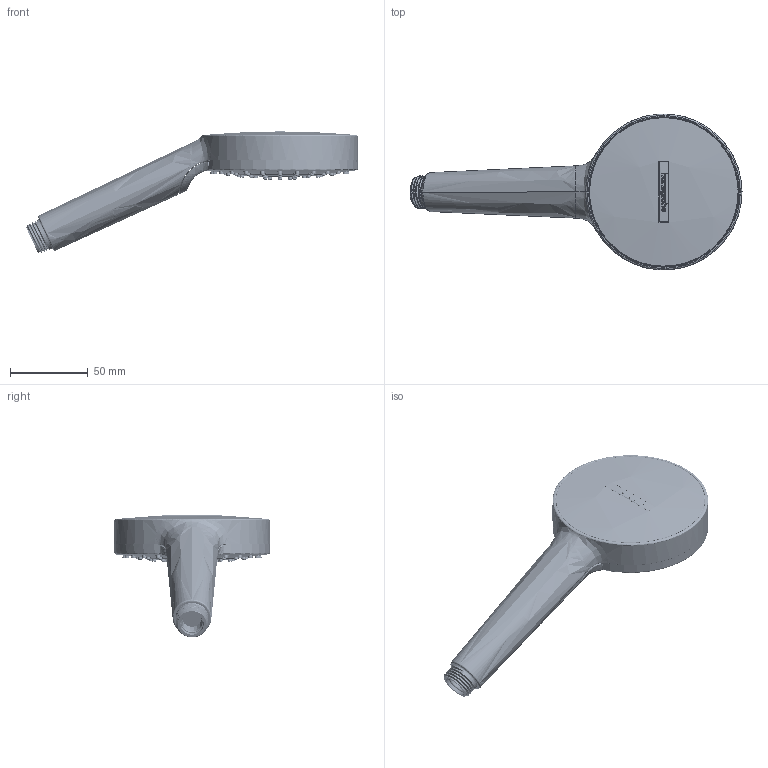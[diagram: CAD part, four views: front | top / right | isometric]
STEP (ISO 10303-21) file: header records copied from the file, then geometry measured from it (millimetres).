
FILE_DESCRIPTION(('3DEXPERIENCE STEP','CAx-IF Rec.Pracs.--- Model Styling and Organization---1.5--- 2016-08-15','CAx-IF Rec.Pracs.---Supplemental Geometry---1.0---2011-11-01','CAx-IF Rec.Pracs.--- Composite Materials ---3.4---2017-06-13','CAx-IF Rec.Pracs.---Tessellated 3D Geometry---1.0---2015-12-17'),'2;1');
FILE_NAME('PPR_1000111691.stp','2024-06-14T08:24:06+00:00',('none'),('none'),'3DEXPERIENCE Platform3DEXPERIENCE R2023x HotFix 5','3DEXPERIENCE Platform STEP AP242 v2','none');
FILE_SCHEMA(('AP242_MANAGED_MODEL_BASED_3D_ENGINEERING_MIM_LF {1 0 10303 442 1 1 4}'));
Length unit declared in the file: millimetre
Products named in the file (6): P-2_Crometta_1jet_HB_Lupo; V5_P_2_Griff_Crometta; V5_P_2_Wasserfuehrung; V5_P_2_Kartusche_Crometta_1jet; V5_P_2_Strahlkoerper_1jet; V5_P_2_Strahleinsatz_EB_Lage_OPP
Assembly tree (5 placements, depth 3):
  P-2_Crometta_1jet_HB_Lupo
    V5_P_2_Griff_Crometta
    V5_P_2_Wasserfuehrung
    V5_P_2_Kartusche_Crometta_1jet
      V5_P_2_Strahlkoerper_1jet
      V5_P_2_Strahleinsatz_EB_Lage_OPP
Bounding box: 213.43 x 100.09 x 78.86 mm (x, y, z)
Volume: 286867.2 mm3; surface area: 86974.6 mm2
Topology: 86 solids, 86 shells, 2738 faces, 6309 edges, 3819 vertices
Faces by surface type: bspline 878, plane 605, torus 517, cylinder 353, cone 273, sphere 106, extrusion 5, revolution 1
Entity records: 169058 total; most frequent: CARTESIAN_POINT 118535, ORIENTED_EDGE 12610, EDGE_CURVE 6305, DIRECTION 5613, VERTEX_POINT 3819, B_SPLINE_CURVE_WITH_KNOTS 3626, AXIS2_PLACEMENT_3D 3157, EDGE_LOOP 3142
